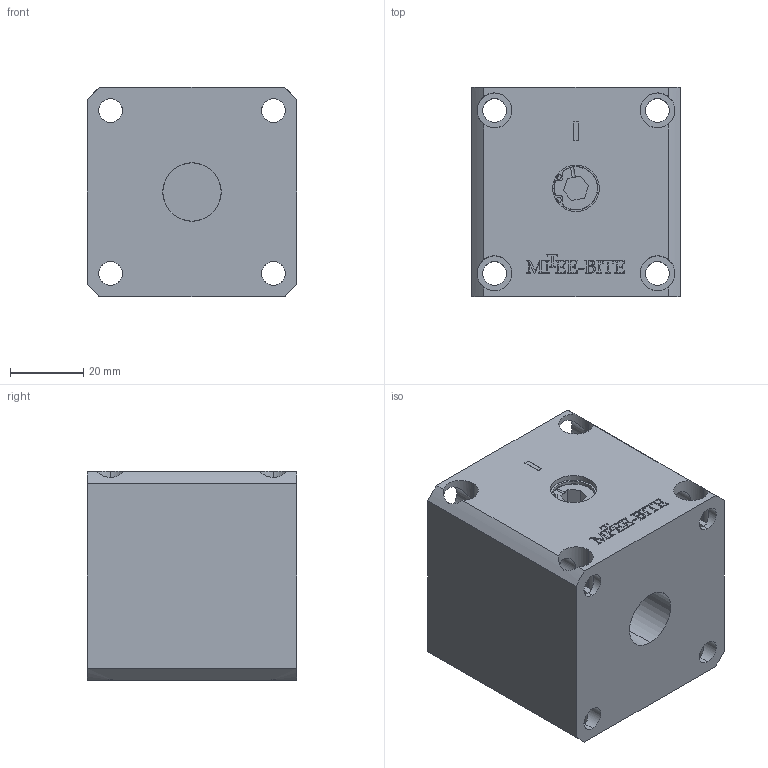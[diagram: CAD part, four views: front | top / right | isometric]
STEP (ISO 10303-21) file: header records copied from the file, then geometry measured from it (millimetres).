
FILE_DESCRIPTION (( 'STEP AP214' ), '1' );
FILE_NAME ('34504.STEP', '2018-09-27T14:36:32', ( 'Mike W' ), ( '' ), 'SwSTEP 2.0', 'SolidWorks 2017', '' );
FILE_SCHEMA (( 'AUTOMOTIVE_DESIGN' ));
Length unit declared in the file: inch
Products named in the file (5): 34504; 345001_345001_M2-M8; 31208_31208; 34004_34004; 345501_345501
Assembly tree (4 placements, depth 2):
  34504
    345001_345001_M2-M8
    31208_31208
    34004_34004
    345501_345501
Bounding box: 57.15 x 57.15 x 57.15 mm (x, y, z)
Volume: 165046.6 mm3; surface area: 34281.4 mm2
Topology: 4 solids, 4 shells, 449 faces, 1266 edges, 827 vertices
Faces by surface type: plane 212, bspline 115, cylinder 105, cone 17
Entity records: 19697 total; most frequent: CARTESIAN_POINT 8452, ORIENTED_EDGE 2528, DIRECTION 1806, EDGE_CURVE 1264, VERTEX_POINT 827, LINE 780, VECTOR 780, AXIS2_PLACEMENT_3D 513
